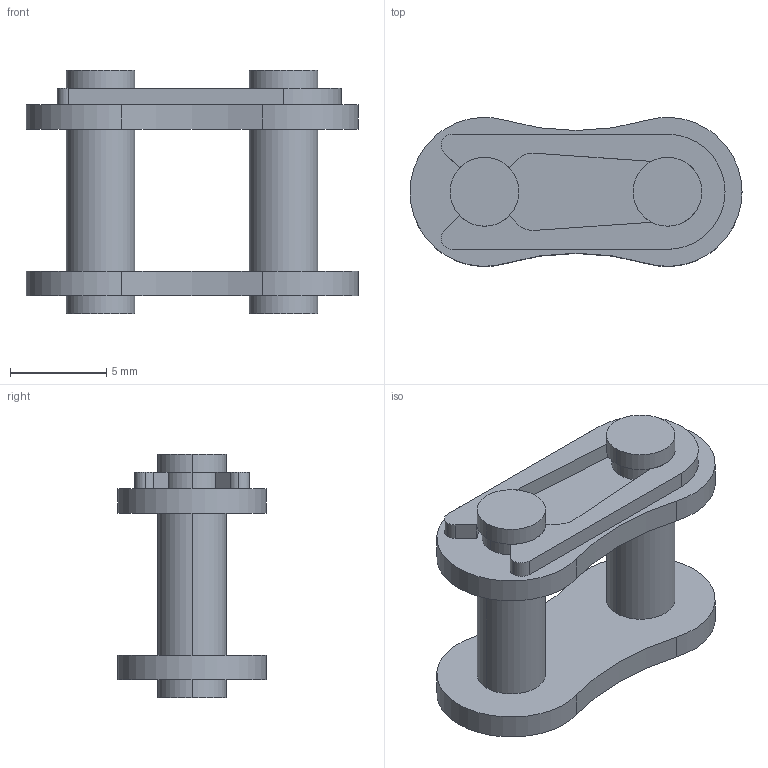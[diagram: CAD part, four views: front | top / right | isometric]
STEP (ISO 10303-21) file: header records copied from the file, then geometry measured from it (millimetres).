
FILE_DESCRIPTION (( 'STEP AP214' ), '1' );
FILE_NAME ('WCP-0771 Rev1.step', '2022-11-28T20:14:02', ( '' ), ( '' ), 'SwSTEP 2.0', 'SolidWorks 2020', '' );
FILE_SCHEMA (( 'AUTOMOTIVE_DESIGN' ));
Length unit declared in the file: inch
Products named in the file (1): WCP-0771 Rev1
Bounding box: 17.28 x 7.75 x 12.7 mm (x, y, z)
Volume: 521.2 mm3; surface area: 894.5 mm2
Topology: 2 solids, 2 shells, 56 faces, 132 edges, 88 vertices
Faces by surface type: cylinder 36, plane 20
Entity records: 1703 total; most frequent: DIRECTION 318, CARTESIAN_POINT 277, ORIENTED_EDGE 264, EDGE_CURVE 132, AXIS2_PLACEMENT_3D 129, VERTEX_POINT 88, CIRCLE 72, EDGE_LOOP 66
